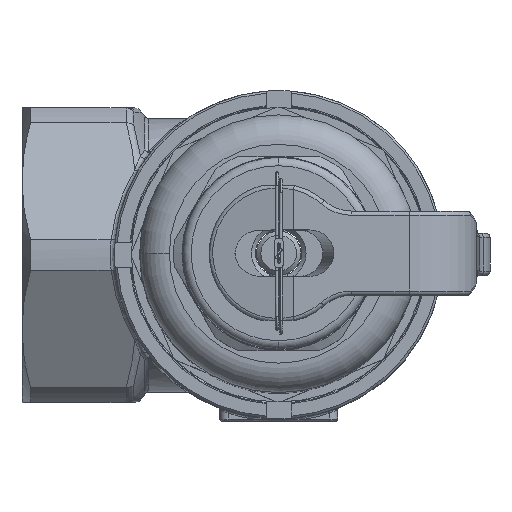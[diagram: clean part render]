
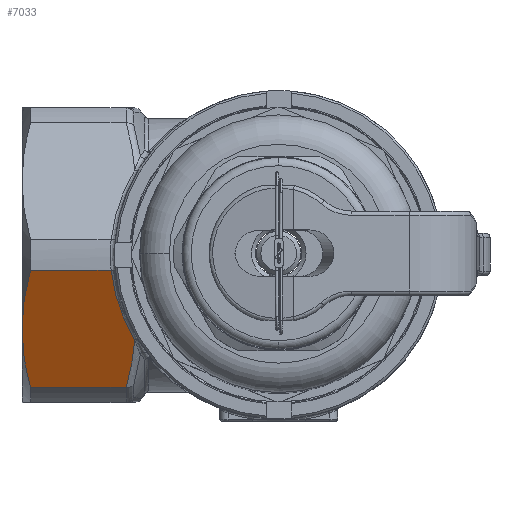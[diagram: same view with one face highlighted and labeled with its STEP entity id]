
A CAD part, top view. The second image highlights one B-rep face of the part: STEP entity #7033.
In plain terms, the highlighted planar face has unit normal (0, -0.5, 0.866).
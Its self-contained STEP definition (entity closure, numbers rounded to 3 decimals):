
#6262=CARTESIAN_POINT('',(-61.,-17.5,30.311));
#6263=VERTEX_POINT('',#6262);
#6435=CARTESIAN_POINT('',(-58.979,-3.61,38.33));
#6436=VERTEX_POINT('',#6435);
#6437=CARTESIAN_POINT('',(-39.828,-3.61,38.33));
#6438=VERTEX_POINT('',#6437);
#6439=CARTESIAN_POINT('',(-58.979,-3.61,38.33));
#6440=DIRECTION('',(1.,0.,0.));
#6441=VECTOR('',#6440,19.151);
#6442=LINE('',#6439,#6441);
#6443=EDGE_CURVE('NONE',#6436,#6438,#6442,.T.);
#6731=CARTESIAN_POINT('',(-58.979,-31.39,22.291));
#6732=VERTEX_POINT('',#6731);
#6766=CARTESIAN_POINT('',(-36.265,-31.39,22.291));
#6767=VERTEX_POINT('',#6766);
#6775=CARTESIAN_POINT('',(-36.265,-31.39,22.291));
#6776=DIRECTION('',(-1.,-0.,-0.));
#6777=VECTOR('',#6776,22.714);
#6778=LINE('',#6775,#6777);
#6779=EDGE_CURVE('NONE',#6767,#6732,#6778,.T.);
#6977=CARTESIAN_POINT('',(0.001,-35.,20.207));
#6978=DIRECTION('',(0.,0.5,-0.866));
#6979=DIRECTION('',(-0.,0.866,0.5));
#6980=AXIS2_PLACEMENT_3D('',#6977,#6978,#6979);
#6981=PLANE('',#6980);
#6982=CARTESIAN_POINT('',(-34.22,-20.213,28.745));
#6983=VERTEX_POINT('',#6982);
#6984=CARTESIAN_POINT('',(-36.265,-31.39,22.291));
#6985=CARTESIAN_POINT('',(-35.731,-29.557,23.35));
#6986=CARTESIAN_POINT('',(-35.278,-27.708,24.417));
#6987=CARTESIAN_POINT('',(-34.58,-23.975,26.573));
#6988=CARTESIAN_POINT('',(-34.338,-22.099,27.656));
#6989=CARTESIAN_POINT('',(-34.22,-20.213,28.745));
#6990=B_SPLINE_CURVE_WITH_KNOTS('',3,(#6984,#6985,#6986,#6987,#6988,#6989),.UNSPECIFIED.,.F.,.F.,(4,2,4),(0.,0.007,0.013),.UNSPECIFIED.);
#6991=EDGE_CURVE('NONE',#6767,#6983,#6990,.T.);
#6992=ORIENTED_EDGE('',*,*,#6991,.T.);
#6993=CARTESIAN_POINT('',(-39.788,-3.608,38.331));
#6994=VERTEX_POINT('',#6993);
#6995=CARTESIAN_POINT('',(-34.22,-20.213,28.745));
#6996=CARTESIAN_POINT('',(-37.292,-15.136,31.675));
#6997=CARTESIAN_POINT('',(-39.179,-9.511,34.924));
#6998=CARTESIAN_POINT('',(-39.788,-3.608,38.331));
#6999=(BOUNDED_CURVE()
B_SPLINE_CURVE(3,(#6995,#6996,#6997,#6998),.UNSPECIFIED.,.F.,.F.)
B_SPLINE_CURVE_WITH_KNOTS((4,4),(4.168,4.61),.UNSPECIFIED.)
CURVE()
GEOMETRIC_REPRESENTATION_ITEM()
RATIONAL_B_SPLINE_CURVE((1.,0.984,0.984,1.))
REPRESENTATION_ITEM(''));
#7000=EDGE_CURVE('NONE',#6983,#6994,#6999,.T.);
#7001=ORIENTED_EDGE('',*,*,#7000,.T.);
#7002=CARTESIAN_POINT('',(-39.788,-3.608,38.331));
#7003=CARTESIAN_POINT('',(-39.802,-3.609,38.331));
#7004=CARTESIAN_POINT('',(-39.815,-3.61,38.33));
#7005=CARTESIAN_POINT('',(-39.828,-3.61,38.33));
#7006=B_SPLINE_CURVE_WITH_KNOTS('',3,(#7002,#7003,#7004,#7005),.UNSPECIFIED.,.F.,.F.,(4,4),(0.,0.),.UNSPECIFIED.);
#7007=EDGE_CURVE('NONE',#6994,#6438,#7006,.T.);
#7008=ORIENTED_EDGE('',*,*,#7007,.T.);
#7009=ORIENTED_EDGE('',*,*,#6443,.F.);
#7010=CARTESIAN_POINT('',(-58.979,-3.61,38.33));
#7011=CARTESIAN_POINT('',(-59.616,-5.902,37.007));
#7012=CARTESIAN_POINT('',(-60.125,-8.204,35.678));
#7013=CARTESIAN_POINT('',(-60.817,-12.832,33.006));
#7014=CARTESIAN_POINT('',(-61.,-15.159,31.662));
#7015=CARTESIAN_POINT('',(-61.,-17.5,30.311));
#7016=B_SPLINE_CURVE_WITH_KNOTS('',3,(#7010,#7011,#7012,#7013,#7014,#7015),.UNSPECIFIED.,.F.,.F.,(4,2,4),(0.,0.008,0.016),.UNSPECIFIED.);
#7017=EDGE_CURVE('NONE',#6436,#6263,#7016,.T.);
#7018=ORIENTED_EDGE('',*,*,#7017,.T.);
#7019=CARTESIAN_POINT('',(-61.,-17.5,30.311));
#7020=CARTESIAN_POINT('',(-61.,-18.662,29.64));
#7021=CARTESIAN_POINT('',(-60.955,-19.827,28.967));
#7022=CARTESIAN_POINT('',(-60.777,-22.164,27.618));
#7023=CARTESIAN_POINT('',(-60.643,-23.333,26.943));
#7024=CARTESIAN_POINT('',(-60.122,-26.813,24.934));
#7025=CARTESIAN_POINT('',(-59.612,-29.11,23.608));
#7026=CARTESIAN_POINT('',(-58.979,-31.39,22.291));
#7027=B_SPLINE_CURVE_WITH_KNOTS('',3,(#7019,#7020,#7021,#7022,#7023,#7024,#7025,#7026),.UNSPECIFIED.,.F.,.F.,(4,2,2,4),(0.016,0.02,0.024,0.032),.UNSPECIFIED.);
#7028=EDGE_CURVE('NONE',#6263,#6732,#7027,.T.);
#7029=ORIENTED_EDGE('',*,*,#7028,.T.);
#7030=ORIENTED_EDGE('',*,*,#6779,.F.);
#7031=EDGE_LOOP('',(#6992,#7001,#7008,#7009,#7018,#7029,#7030));
#7032=FACE_BOUND('',#7031,.T.);
#7033=ADVANCED_FACE('NONE',(#7032),#6981,.F.);
